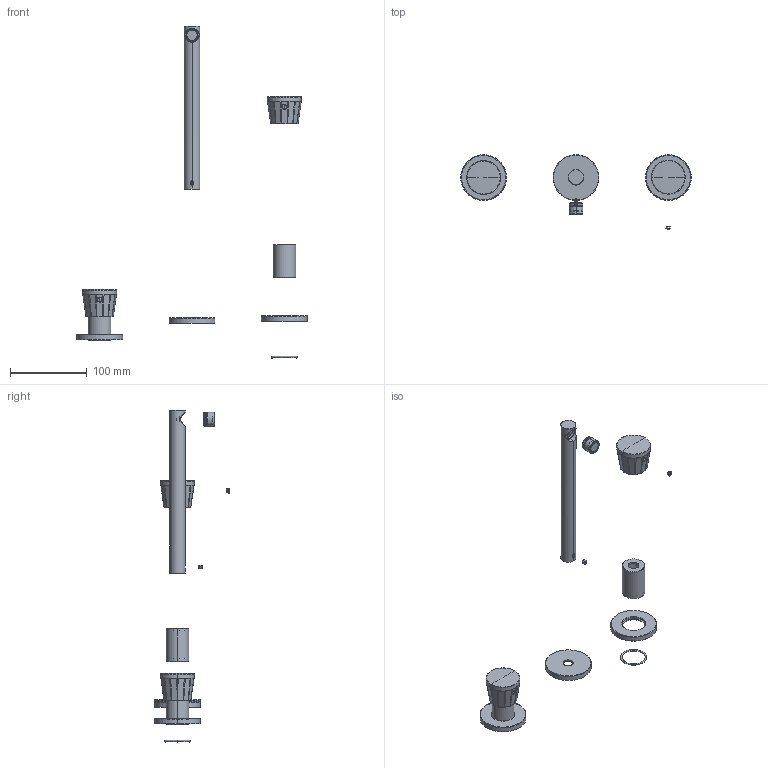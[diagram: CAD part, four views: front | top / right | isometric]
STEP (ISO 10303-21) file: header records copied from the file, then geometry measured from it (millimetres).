
FILE_DESCRIPTION((''),'2;1');
FILE_NAME('OIELEL964RO_ASM','2025-10-16T14:42:01',('Administrator'),(''),'CREO PARAMETRIC BY PTC INC, 2024493','CREO PARAMETRIC BY PTC INC, 2024493','');
FILE_SCHEMA(('CONFIG_CONTROL_DESIGN','SHAPE_APPEARANCE_LAYERS_GROUPS'));
Length unit declared in the file: millimetre
Products named in the file (10): OIBR00632; OIBR00950; OIBR00633; OIBR00689; OIBR00386; OIOR00043; OIAR00063; OIAQ00013; OIVT00003; OIELEL964RO_ASM
Assembly tree (14 placements, depth 2):
  OIELEL964RO_ASM
    OIBR00632  x2
    OIBR00950  x2
    OIBR00633  x2
    OIBR00689
    OIBR00386
    OIOR00043  x2
    OIAR00063
    OIAQ00013  x2
    OIVT00003
Bounding box: 299.5 x 97.42 x 431.39 mm (x, y, z)
Volume: 105869.3 mm3; surface area: 91833.8 mm2
Topology: 14 solids, 21 shells, 618 faces, 1459 edges, 887 vertices
Faces by surface type: plane 266, cylinder 172, cone 108, torus 46, bspline 16, sphere 10
Entity records: 15564 total; most frequent: CARTESIAN_POINT 2995, DIRECTION 1903, ORIENTED_EDGE 1710, PRESENTATION_STYLE_ASSIGNMENT 1028, STYLED_ITEM 1028, CURVE_STYLE 865, EDGE_CURVE 865, AXIS2_PLACEMENT_3D 783
